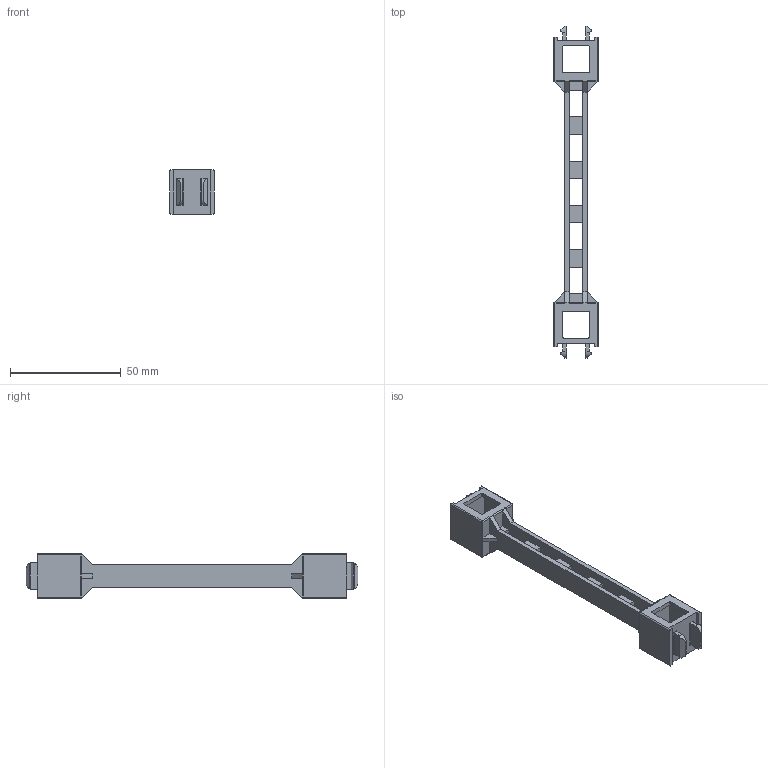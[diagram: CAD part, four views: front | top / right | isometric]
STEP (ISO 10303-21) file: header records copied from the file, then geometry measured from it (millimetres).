
FILE_DESCRIPTION (( 'STEP AP203' ), '1' );
FILE_NAME ('10-00318-001b.step', '2014-04-11T20:25:33', ( 'Nicholas Morozovsky' ), ( '' ), 'SwSTEP 2.0', 'SolidWorks 2012', '' );
FILE_SCHEMA (( 'CONFIG_CONTROL_DESIGN' ));
Length unit declared in the file: millimetre
Products named in the file (1): 10-00318-001b
Bounding box: 20 x 150 x 20 mm (x, y, z)
Volume: 11355.4 mm3; surface area: 12590.9 mm2
Topology: 1 solids, 1 shells, 194 faces, 548 edges, 352 vertices
Faces by surface type: plane 130, cylinder 56, sphere 8
Entity records: 6269 total; most frequent: CARTESIAN_POINT 1135, ORIENTED_EDGE 1080, DIRECTION 1026, EDGE_CURVE 540, LINE 412, VECTOR 412, VERTEX_POINT 352, AXIS2_PLACEMENT_3D 307
